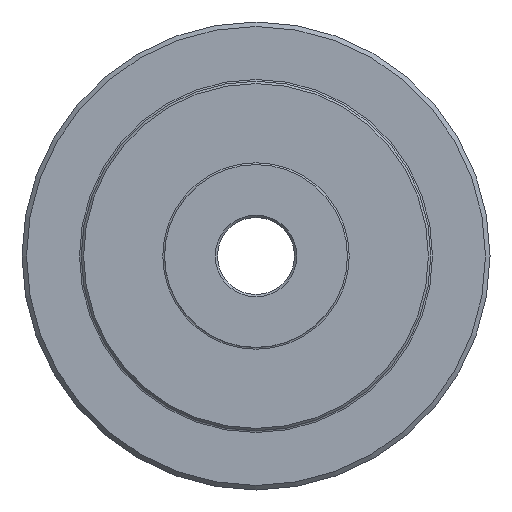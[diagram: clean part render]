
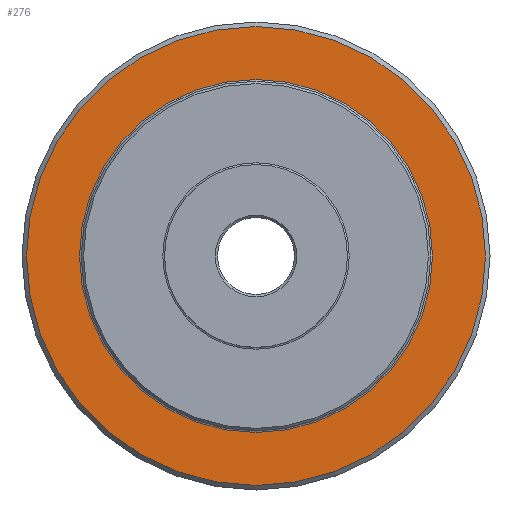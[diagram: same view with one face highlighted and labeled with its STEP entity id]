
A CAD part, left-side view. The second image highlights one B-rep face of the part: STEP entity #276.
In plain terms, the highlighted planar face has unit normal (-1, 0, 0).
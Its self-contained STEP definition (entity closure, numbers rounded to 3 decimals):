
#18=FACE_BOUND('',#59,.T.);
#24=PLANE('',#324);
#38=FACE_OUTER_BOUND('',#58,.T.);
#58=EDGE_LOOP('',(#204));
#59=EDGE_LOOP('',(#205));
#104=CIRCLE('',#318,25.35);
#109=CIRCLE('',#325,19.5);
#131=VERTEX_POINT('',#473);
#136=VERTEX_POINT('',#487);
#155=EDGE_CURVE('',#131,#131,#104,.T.);
#162=EDGE_CURVE('',#136,#136,#109,.T.);
#204=ORIENTED_EDGE('',*,*,#155,.F.);
#205=ORIENTED_EDGE('',*,*,#162,.F.);
#276=ADVANCED_FACE('',(#38,#18),#24,.T.);
#318=AXIS2_PLACEMENT_3D('',#474,#368,#369);
#324=AXIS2_PLACEMENT_3D('',#486,#382,#383);
#325=AXIS2_PLACEMENT_3D('',#488,#384,#385);
#368=DIRECTION('center_axis',(1.,0.,0.));
#369=DIRECTION('ref_axis',(0.,0.,-1.));
#382=DIRECTION('center_axis',(-1.,0.,0.));
#383=DIRECTION('ref_axis',(0.,0.,1.));
#384=DIRECTION('center_axis',(-1.,0.,0.));
#385=DIRECTION('ref_axis',(0.,0.,-1.));
#473=CARTESIAN_POINT('',(-25.2,0.,25.35));
#474=CARTESIAN_POINT('Origin',(-25.2,0.,0.));
#486=CARTESIAN_POINT('Origin',(-25.2,0.,19.3));
#487=CARTESIAN_POINT('',(-25.2,0.,-19.5));
#488=CARTESIAN_POINT('Origin',(-25.2,0.,0.));
